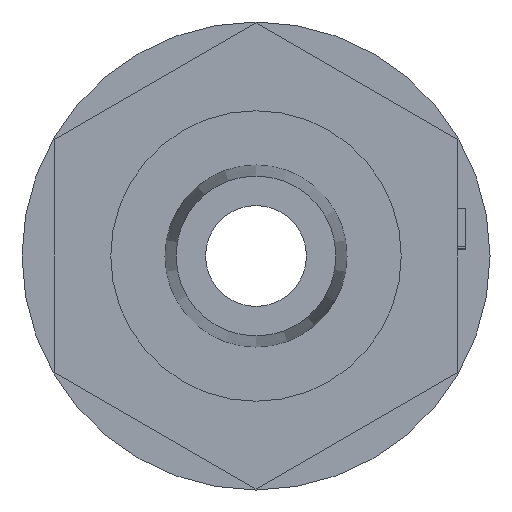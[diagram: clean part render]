
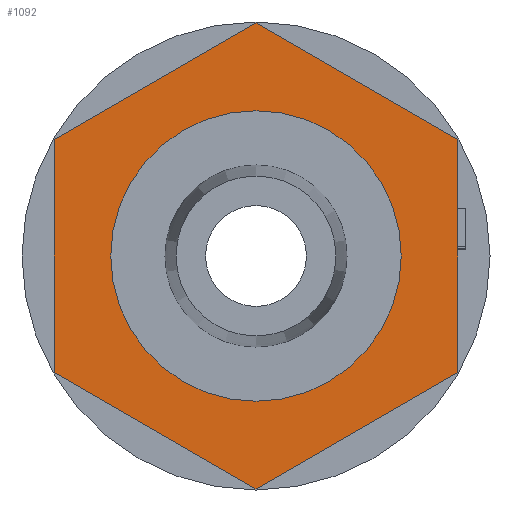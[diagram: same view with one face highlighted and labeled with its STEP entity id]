
A CAD part, left-side view. The second image highlights one B-rep face of the part: STEP entity #1092.
In plain terms, the highlighted planar face has unit normal (-1, 0, 0).
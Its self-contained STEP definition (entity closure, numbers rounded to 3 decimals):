
#67=LINE('',#1587,#181);
#85=LINE('',#1680,#199);
#86=LINE('',#1682,#200);
#87=LINE('',#1684,#201);
#88=LINE('',#1686,#202);
#89=LINE('',#1688,#203);
#181=VECTOR('',#1271,1000.);
#199=VECTOR('',#1297,1000.);
#200=VECTOR('',#1298,1000.);
#201=VECTOR('',#1299,1000.);
#202=VECTOR('',#1300,1000.);
#203=VECTOR('',#1301,1000.);
#323=ORIENTED_EDGE('',*,*,#611,.T.);
#324=ORIENTED_EDGE('',*,*,#588,.T.);
#325=ORIENTED_EDGE('',*,*,#612,.T.);
#326=ORIENTED_EDGE('',*,*,#613,.T.);
#327=ORIENTED_EDGE('',*,*,#614,.T.);
#328=ORIENTED_EDGE('',*,*,#615,.T.);
#329=ORIENTED_EDGE('',*,*,#616,.F.);
#588=EDGE_CURVE('',#732,#733,#67,.T.);
#611=EDGE_CURVE('',#755,#732,#85,.T.);
#612=EDGE_CURVE('',#733,#756,#86,.T.);
#613=EDGE_CURVE('',#756,#757,#87,.T.);
#614=EDGE_CURVE('',#757,#758,#88,.T.);
#615=EDGE_CURVE('',#758,#755,#89,.T.);
#616=EDGE_CURVE('',#759,#759,#821,.T.);
#732=VERTEX_POINT('',#1588);
#733=VERTEX_POINT('',#1589);
#755=VERTEX_POINT('',#1681);
#756=VERTEX_POINT('',#1683);
#757=VERTEX_POINT('',#1685);
#758=VERTEX_POINT('',#1687);
#759=VERTEX_POINT('',#1690);
#821=CIRCLE('',#1181,3.6);
#842=EDGE_LOOP('',(#323,#324,#325,#326,#327,#328));
#843=EDGE_LOOP('',(#329));
#944=FACE_BOUND('',#842,.T.);
#945=FACE_BOUND('',#843,.T.);
#1036=PLANE('',#1180);
#1092=ADVANCED_FACE('',(#944,#945),#1036,.F.);
#1180=AXIS2_PLACEMENT_3D('',#1679,#1295,#1296);
#1181=AXIS2_PLACEMENT_3D('',#1689,#1302,#1303);
#1271=DIRECTION('',(0.,0.,1.));
#1295=DIRECTION('',(1.,0.,0.));
#1296=DIRECTION('',(0.,0.,-1.));
#1297=DIRECTION('',(0.,-0.866,0.5));
#1298=DIRECTION('',(0.,0.866,0.5));
#1299=DIRECTION('',(0.,0.866,-0.5));
#1300=DIRECTION('',(0.,0.,-1.));
#1301=DIRECTION('',(0.,-0.866,-0.5));
#1302=DIRECTION('',(-1.,0.,0.));
#1303=DIRECTION('',(0.,0.,1.));
#1587=CARTESIAN_POINT('',(-20.,-5.,-2.887));
#1588=CARTESIAN_POINT('',(-20.,-5.,-2.887));
#1589=CARTESIAN_POINT('',(-20.,-5.,2.887));
#1679=CARTESIAN_POINT('',(-20.,0.,5.8));
#1680=CARTESIAN_POINT('',(-20.,0.,-5.774));
#1681=CARTESIAN_POINT('',(-20.,0.,-5.774));
#1682=CARTESIAN_POINT('',(-20.,-5.,2.887));
#1683=CARTESIAN_POINT('',(-20.,0.,5.774));
#1684=CARTESIAN_POINT('',(-20.,0.,5.774));
#1685=CARTESIAN_POINT('',(-20.,5.,2.887));
#1686=CARTESIAN_POINT('',(-20.,5.,2.887));
#1687=CARTESIAN_POINT('',(-20.,5.,-2.887));
#1688=CARTESIAN_POINT('',(-20.,5.,-2.887));
#1689=CARTESIAN_POINT('',(-20.,0.,0.));
#1690=CARTESIAN_POINT('',(-20.,0.,3.6));
